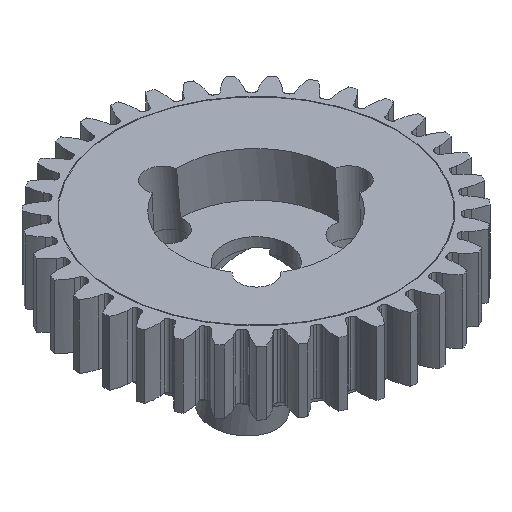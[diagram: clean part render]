
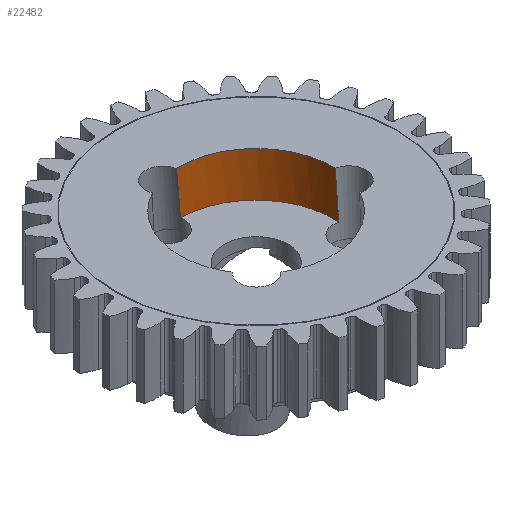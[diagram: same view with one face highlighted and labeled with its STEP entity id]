
A CAD part, isometric view. The second image highlights one B-rep face of the part: STEP entity #22482.
In plain terms, the highlighted cylindrical face has radius 6 mm (diameter 12 mm), a partial arc.
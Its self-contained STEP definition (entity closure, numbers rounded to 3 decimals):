
#8599 = PLANE('',#8600);
#8600 = AXIS2_PLACEMENT_3D('',#8601,#8602,#8603);
#8601 = CARTESIAN_POINT('',(0.,0.,
    0.));
#8602 = DIRECTION('',(0.,0.,-1.));
#8603 = DIRECTION('',(-1.,0.,0.));
#8656 = PLANE('',#8657);
#8657 = AXIS2_PLACEMENT_3D('',#8658,#8659,#8660);
#8658 = CARTESIAN_POINT('',(0.,0.,-3.5));
#8659 = DIRECTION('',(0.,0.,-1.));
#8660 = DIRECTION('',(-1.,0.,0.));
#8686 = CYLINDRICAL_SURFACE('',#8687,1.35);
#8687 = AXIS2_PLACEMENT_3D('',#8688,#8689,#8690);
#8688 = CARTESIAN_POINT('',(-1.155,5.725,-4.55));
#8689 = DIRECTION('',(0.087,0.,
    -0.996));
#8690 = DIRECTION('',(0.996,0.,
    0.087));
#19222 = CYLINDRICAL_SURFACE('',#19223,1.35);
#19223 = AXIS2_PLACEMENT_3D('',#19224,#19225,#19226);
#19224 = CARTESIAN_POINT('',(5.535,-1.862,
    -4.55));
#19225 = DIRECTION('',(-0.044,-0.075,
    -0.996));
#19226 = DIRECTION('',(-0.498,-0.863,
    0.087));
#19787 = VERTEX_POINT('',#19788);
#19788 = CARTESIAN_POINT('',(0.08,5.999,-3.5));
#19832 = EDGE_CURVE('',#19787,#19833,#19835,.T.);
#19833 = VERTEX_POINT('',#19834);
#19834 = CARTESIAN_POINT('',(5.98,-0.488,-3.5));
#19835 = SURFACE_CURVE('',#19836,(#19841,#19848),.PCURVE_S1.);
#19836 = CIRCLE('',#19837,6.);
#19837 = AXIS2_PLACEMENT_3D('',#19838,#19839,#19840);
#19838 = CARTESIAN_POINT('',(0.,0.,-3.5));
#19839 = DIRECTION('',(0.,0.,-1.));
#19840 = DIRECTION('',(-1.,0.,0.));
#19841 = PCURVE('',#8656,#19842);
#19842 = DEFINITIONAL_REPRESENTATION('',(#19843),#19847);
#19843 = CIRCLE('',#19844,6.);
#19844 = AXIS2_PLACEMENT_2D('',#19845,#19846);
#19845 = CARTESIAN_POINT('',(0.,0.));
#19846 = DIRECTION('',(1.,0.));
#19847 = ( GEOMETRIC_REPRESENTATION_CONTEXT(2) 
PARAMETRIC_REPRESENTATION_CONTEXT() REPRESENTATION_CONTEXT('2D SPACE',''
  ) );
#19848 = PCURVE('',#19849,#19854);
#19849 = CYLINDRICAL_SURFACE('',#19850,6.);
#19850 = AXIS2_PLACEMENT_3D('',#19851,#19852,#19853);
#19851 = CARTESIAN_POINT('',(0.,0.,0.)
  );
#19852 = DIRECTION('',(0.,0.,1.));
#19853 = DIRECTION('',(-1.,0.,0.));
#19854 = DEFINITIONAL_REPRESENTATION('',(#19855),#19859);
#19855 = LINE('',#19856,#19857);
#19856 = CARTESIAN_POINT('',(-0.,-3.5));
#19857 = VECTOR('',#19858,1.);
#19858 = DIRECTION('',(-1.,0.));
#19859 = ( GEOMETRIC_REPRESENTATION_CONTEXT(2) 
PARAMETRIC_REPRESENTATION_CONTEXT() REPRESENTATION_CONTEXT('2D SPACE',''
  ) );
#20710 = EDGE_CURVE('',#20711,#19833,#20713,.T.);
#20711 = VERTEX_POINT('',#20712);
#20712 = CARTESIAN_POINT('',(5.997,-0.189,
    0.));
#20713 = SURFACE_CURVE('',#20714,(#20720,#20729),.PCURVE_S1.);
#20714 = B_SPLINE_CURVE_WITH_KNOTS('',4,(#20715,#20716,#20717,#20718,
    #20719),.UNSPECIFIED.,.F.,.F.,(5,5),(0.,1.),
  .PIECEWISE_BEZIER_KNOTS.);
#20715 = CARTESIAN_POINT('',(5.997,-0.189,
    0.));
#20716 = CARTESIAN_POINT('',(5.995,-0.262,
    -0.875));
#20717 = CARTESIAN_POINT('',(5.991,-0.336,
    -1.75));
#20718 = CARTESIAN_POINT('',(5.986,-0.412,
    -2.625));
#20719 = CARTESIAN_POINT('',(5.98,-0.488,-3.5)
  );
#20720 = PCURVE('',#19222,#20721);
#20721 = DEFINITIONAL_REPRESENTATION('',(#20722),#20728);
#20722 = B_SPLINE_CURVE_WITH_KNOTS('',4,(#20723,#20724,#20725,#20726,
    #20727),.UNSPECIFIED.,.F.,.F.,(5,5),(0.,1.),
  .PIECEWISE_BEZIER_KNOTS.);
#20723 = CARTESIAN_POINT('',(2.812,-4.68));
#20724 = CARTESIAN_POINT('',(2.839,-3.802));
#20725 = CARTESIAN_POINT('',(2.865,-2.925));
#20726 = CARTESIAN_POINT('',(2.891,-2.047));
#20727 = CARTESIAN_POINT('',(2.916,-1.17));
#20728 = ( GEOMETRIC_REPRESENTATION_CONTEXT(2) 
PARAMETRIC_REPRESENTATION_CONTEXT() REPRESENTATION_CONTEXT('2D SPACE',''
  ) );
#20729 = PCURVE('',#19849,#20730);
#20730 = DEFINITIONAL_REPRESENTATION('',(#20731),#20737);
#20731 = B_SPLINE_CURVE_WITH_KNOTS('',4,(#20732,#20733,#20734,#20735,
    #20736),.UNSPECIFIED.,.F.,.F.,(5,5),(0.,1.),
  .PIECEWISE_BEZIER_KNOTS.);
#20732 = CARTESIAN_POINT('',(-3.173,0.));
#20733 = CARTESIAN_POINT('',(-3.185,-0.875));
#20734 = CARTESIAN_POINT('',(-3.198,-1.75));
#20735 = CARTESIAN_POINT('',(-3.21,-2.625));
#20736 = CARTESIAN_POINT('',(-3.223,-3.5));
#20737 = ( GEOMETRIC_REPRESENTATION_CONTEXT(2) 
PARAMETRIC_REPRESENTATION_CONTEXT() REPRESENTATION_CONTEXT('2D SPACE',''
  ) );
#21177 = EDGE_CURVE('',#21178,#20711,#21180,.T.);
#21178 = VERTEX_POINT('',#21179);
#21179 = CARTESIAN_POINT('',(-0.225,5.996,
    0.));
#21180 = SURFACE_CURVE('',#21181,(#21186,#21193),.PCURVE_S1.);
#21181 = CIRCLE('',#21182,6.);
#21182 = AXIS2_PLACEMENT_3D('',#21183,#21184,#21185);
#21183 = CARTESIAN_POINT('',(0.,0.,0.)
  );
#21184 = DIRECTION('',(0.,0.,-1.));
#21185 = DIRECTION('',(-1.,0.,0.));
#21186 = PCURVE('',#8599,#21187);
#21187 = DEFINITIONAL_REPRESENTATION('',(#21188),#21192);
#21188 = CIRCLE('',#21189,6.);
#21189 = AXIS2_PLACEMENT_2D('',#21190,#21191);
#21190 = CARTESIAN_POINT('',(0.,0.));
#21191 = DIRECTION('',(1.,0.));
#21192 = ( GEOMETRIC_REPRESENTATION_CONTEXT(2) 
PARAMETRIC_REPRESENTATION_CONTEXT() REPRESENTATION_CONTEXT('2D SPACE',''
  ) );
#21193 = PCURVE('',#19849,#21194);
#21194 = DEFINITIONAL_REPRESENTATION('',(#21195),#21199);
#21195 = LINE('',#21196,#21197);
#21196 = CARTESIAN_POINT('',(-0.,0.));
#21197 = VECTOR('',#21198,1.);
#21198 = DIRECTION('',(-1.,0.));
#21199 = ( GEOMETRIC_REPRESENTATION_CONTEXT(2) 
PARAMETRIC_REPRESENTATION_CONTEXT() REPRESENTATION_CONTEXT('2D SPACE',''
  ) );
#22482 = ADVANCED_FACE('',(#22483),#19849,.F.);
#22483 = FACE_BOUND('',#22484,.T.);
#22484 = EDGE_LOOP('',(#22485,#22486,#22487,#22523));
#22485 = ORIENTED_EDGE('',*,*,#20710,.F.);
#22486 = ORIENTED_EDGE('',*,*,#21177,.F.);
#22487 = ORIENTED_EDGE('',*,*,#22488,.F.);
#22488 = EDGE_CURVE('',#19787,#21178,#22489,.T.);
#22489 = SURFACE_CURVE('',#22490,(#22499,#22511),.PCURVE_S1.);
#22490 = B_SPLINE_CURVE_WITH_KNOTS('',4,(#22491,#22492,#22493,#22494,
    #22495,#22496,#22497,#22498),.UNSPECIFIED.,.F.,.F.,(5,3,5),(0.,
    0.462,1.),.UNSPECIFIED.);
#22491 = CARTESIAN_POINT('',(0.08,5.999,
    -3.5));
#22492 = CARTESIAN_POINT('',(0.045,6.,
    -3.096));
#22493 = CARTESIAN_POINT('',(0.009,6.,
    -2.692));
#22494 = CARTESIAN_POINT('',(-0.026,6.,
    -2.287));
#22495 = CARTESIAN_POINT('',(-0.102,5.999,
    -1.412));
#22496 = CARTESIAN_POINT('',(-0.143,5.998,
    -0.942));
#22497 = CARTESIAN_POINT('',(-0.184,5.997,
    -0.471));
#22498 = CARTESIAN_POINT('',(-0.225,5.996,
    0.));
#22499 = PCURVE('',#19849,#22500);
#22500 = DEFINITIONAL_REPRESENTATION('',(#22501),#22510);
#22501 = B_SPLINE_CURVE_WITH_KNOTS('',4,(#22502,#22503,#22504,#22505,
    #22506,#22507,#22508,#22509),.UNSPECIFIED.,.F.,.F.,(5,3,5),(0.,
    0.462,1.),.UNSPECIFIED.);
#22502 = CARTESIAN_POINT('',(-1.584,-3.5));
#22503 = CARTESIAN_POINT('',(-1.578,-3.096));
#22504 = CARTESIAN_POINT('',(-1.572,-2.692));
#22505 = CARTESIAN_POINT('',(-1.566,-2.287));
#22506 = CARTESIAN_POINT('',(-1.554,-1.412));
#22507 = CARTESIAN_POINT('',(-1.547,-0.942));
#22508 = CARTESIAN_POINT('',(-1.54,-0.471));
#22509 = CARTESIAN_POINT('',(-1.533,0.));
#22510 = ( GEOMETRIC_REPRESENTATION_CONTEXT(2) 
PARAMETRIC_REPRESENTATION_CONTEXT() REPRESENTATION_CONTEXT('2D SPACE',''
  ) );
#22511 = PCURVE('',#8686,#22512);
#22512 = DEFINITIONAL_REPRESENTATION('',(#22513),#22522);
#22513 = B_SPLINE_CURVE_WITH_KNOTS('',4,(#22514,#22515,#22516,#22517,
    #22518,#22519,#22520,#22521),.UNSPECIFIED.,.F.,.F.,(5,3,5),(0.,
    0.462,1.),.UNSPECIFIED.);
#22514 = CARTESIAN_POINT('',(6.078,-0.939));
#22515 = CARTESIAN_POINT('',(6.078,-1.345));
#22516 = CARTESIAN_POINT('',(6.078,-1.75));
#22517 = CARTESIAN_POINT('',(6.078,-2.156));
#22518 = CARTESIAN_POINT('',(6.079,-3.034));
#22519 = CARTESIAN_POINT('',(6.079,-3.507));
#22520 = CARTESIAN_POINT('',(6.08,-3.98));
#22521 = CARTESIAN_POINT('',(6.081,-4.452));
#22522 = ( GEOMETRIC_REPRESENTATION_CONTEXT(2) 
PARAMETRIC_REPRESENTATION_CONTEXT() REPRESENTATION_CONTEXT('2D SPACE',''
  ) );
#22523 = ORIENTED_EDGE('',*,*,#19832,.T.);
